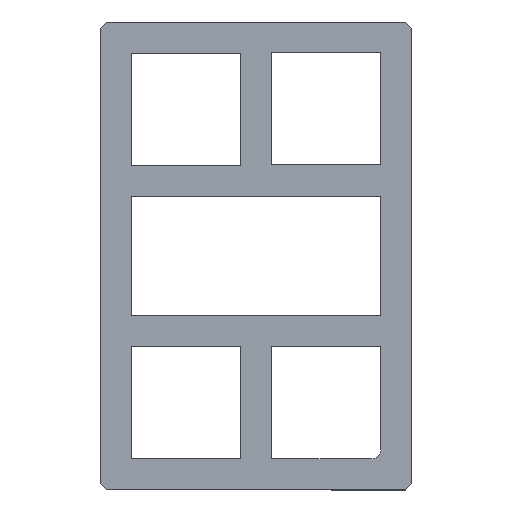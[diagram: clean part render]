
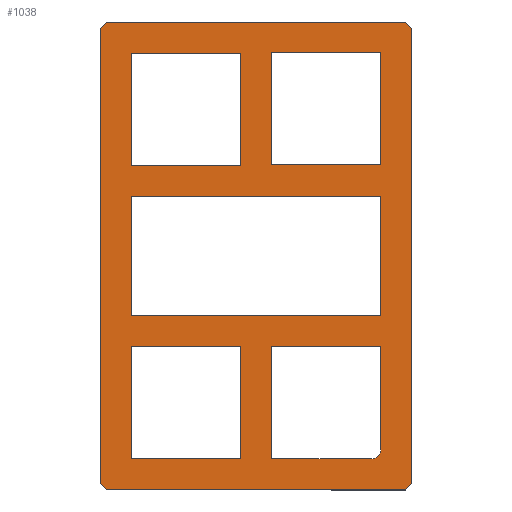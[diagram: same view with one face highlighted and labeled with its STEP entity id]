
A CAD part, top view. The second image highlights one B-rep face of the part: STEP entity #1038.
In plain terms, the highlighted planar face has unit normal (0, 0, 1).
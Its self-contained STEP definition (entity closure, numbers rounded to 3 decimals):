
#49=CARTESIAN_POINT('',(20.,-9.5,0.5));
#50=VERTEX_POINT('',#49);
#51=CARTESIAN_POINT('',(-20.,-9.5,0.5));
#52=VERTEX_POINT('',#51);
#53=CARTESIAN_POINT('',(20.,-9.5,0.5));
#54=DIRECTION('',(-1.0,0.0,0.0));
#55=VECTOR('',#54,40.);
#56=LINE('',#53,#55);
#57=EDGE_CURVE('',#50,#52,#56,.T.);
#89=CARTESIAN_POINT('',(-20.,9.5,0.5));
#90=VERTEX_POINT('',#89);
#91=CARTESIAN_POINT('',(-20.,-9.5,0.5));
#92=DIRECTION('',(0.0,1.0,0.0));
#93=VECTOR('',#92,19.);
#94=LINE('',#91,#93);
#95=EDGE_CURVE('',#52,#90,#94,.T.);
#120=CARTESIAN_POINT('',(20.,9.5,0.5));
#121=VERTEX_POINT('',#120);
#122=CARTESIAN_POINT('',(-20.,9.5,0.5));
#123=DIRECTION('',(1.0,0.0,0.0));
#124=VECTOR('',#123,40.);
#125=LINE('',#122,#124);
#126=EDGE_CURVE('',#90,#121,#125,.T.);
#151=CARTESIAN_POINT('',(20.,9.5,0.5));
#152=DIRECTION('',(0.0,-1.0,0.0));
#153=VECTOR('',#152,19.);
#154=LINE('',#151,#153);
#155=EDGE_CURVE('',#121,#50,#154,.T.);
#173=CARTESIAN_POINT('',(20.,-14.5,0.5));
#174=VERTEX_POINT('',#173);
#175=CARTESIAN_POINT('',(20.,-31.,0.5));
#176=VERTEX_POINT('',#175);
#177=CARTESIAN_POINT('',(20.,-14.5,0.5));
#178=DIRECTION('',(0.0,-1.0,0.0));
#179=VECTOR('',#178,16.5);
#180=LINE('',#177,#179);
#181=EDGE_CURVE('',#174,#176,#180,.T.);
#213=CARTESIAN_POINT('',(18.5,-32.5,0.5));
#214=VERTEX_POINT('',#213);
#215=CARTESIAN_POINT('',(18.5,-31.,0.5));
#216=DIRECTION('',(0.0,0.0,-1.0));
#217=DIRECTION('',(0.0,-1.0,0.0));
#218=AXIS2_PLACEMENT_3D('',#215,#216,#217);
#219=CIRCLE('',#218,1.5);
#220=EDGE_CURVE('',#176,#214,#219,.T.);
#246=CARTESIAN_POINT('',(2.5,-32.5,0.5));
#247=VERTEX_POINT('',#246);
#248=CARTESIAN_POINT('',(18.5,-32.5,0.5));
#249=DIRECTION('',(-1.0,0.0,0.0));
#250=VECTOR('',#249,16.);
#251=LINE('',#248,#250);
#252=EDGE_CURVE('',#214,#247,#251,.T.);
#277=CARTESIAN_POINT('',(2.5,-14.5,0.5));
#278=VERTEX_POINT('',#277);
#279=CARTESIAN_POINT('',(2.5,-32.5,0.5));
#280=DIRECTION('',(0.0,1.0,0.0));
#281=VECTOR('',#280,18.);
#282=LINE('',#279,#281);
#283=EDGE_CURVE('',#247,#278,#282,.T.);
#308=CARTESIAN_POINT('',(2.5,-14.5,0.5));
#309=DIRECTION('',(1.0,0.0,0.0));
#310=VECTOR('',#309,17.5);
#311=LINE('',#308,#310);
#312=EDGE_CURVE('',#278,#174,#311,.T.);
#330=CARTESIAN_POINT('',(20.,32.6,0.5));
#331=VERTEX_POINT('',#330);
#332=CARTESIAN_POINT('',(20.,14.6,0.5));
#333=VERTEX_POINT('',#332);
#334=CARTESIAN_POINT('',(20.,32.6,0.5));
#335=DIRECTION('',(0.0,-1.0,0.0));
#336=VECTOR('',#335,18.);
#337=LINE('',#334,#336);
#338=EDGE_CURVE('',#331,#333,#337,.T.);
#370=CARTESIAN_POINT('',(2.5,14.6,0.5));
#371=VERTEX_POINT('',#370);
#372=CARTESIAN_POINT('',(20.,14.6,0.5));
#373=DIRECTION('',(-1.0,0.0,0.0));
#374=VECTOR('',#373,17.5);
#375=LINE('',#372,#374);
#376=EDGE_CURVE('',#333,#371,#375,.T.);
#401=CARTESIAN_POINT('',(2.5,32.6,0.5));
#402=VERTEX_POINT('',#401);
#403=CARTESIAN_POINT('',(2.5,14.6,0.5));
#404=DIRECTION('',(0.0,1.0,0.0));
#405=VECTOR('',#404,18.0);
#406=LINE('',#403,#405);
#407=EDGE_CURVE('',#371,#402,#406,.T.);
#432=CARTESIAN_POINT('',(2.5,32.6,0.5));
#433=DIRECTION('',(1.0,0.0,0.0));
#434=VECTOR('',#433,17.5);
#435=LINE('',#432,#434);
#436=EDGE_CURVE('',#402,#331,#435,.T.);
#454=CARTESIAN_POINT('',(-2.5,-14.5,0.5));
#455=VERTEX_POINT('',#454);
#456=CARTESIAN_POINT('',(-2.5,-32.5,0.5));
#457=VERTEX_POINT('',#456);
#458=CARTESIAN_POINT('',(-2.5,-14.5,0.5));
#459=DIRECTION('',(0.0,-1.0,0.0));
#460=VECTOR('',#459,18.);
#461=LINE('',#458,#460);
#462=EDGE_CURVE('',#455,#457,#461,.T.);
#494=CARTESIAN_POINT('',(-20.,-32.5,0.5));
#495=VERTEX_POINT('',#494);
#496=CARTESIAN_POINT('',(-2.5,-32.5,0.5));
#497=DIRECTION('',(-1.0,0.0,0.0));
#498=VECTOR('',#497,17.5);
#499=LINE('',#496,#498);
#500=EDGE_CURVE('',#457,#495,#499,.T.);
#525=CARTESIAN_POINT('',(-20.,-14.5,0.5));
#526=VERTEX_POINT('',#525);
#527=CARTESIAN_POINT('',(-20.,-32.5,0.5));
#528=DIRECTION('',(0.0,1.0,0.0));
#529=VECTOR('',#528,18.);
#530=LINE('',#527,#529);
#531=EDGE_CURVE('',#495,#526,#530,.T.);
#556=CARTESIAN_POINT('',(-20.,-14.5,0.5));
#557=DIRECTION('',(1.0,0.0,0.0));
#558=VECTOR('',#557,17.5);
#559=LINE('',#556,#558);
#560=EDGE_CURVE('',#526,#455,#559,.T.);
#578=CARTESIAN_POINT('',(-2.5,32.5,0.5));
#579=VERTEX_POINT('',#578);
#580=CARTESIAN_POINT('',(-2.5,14.5,0.5));
#581=VERTEX_POINT('',#580);
#582=CARTESIAN_POINT('',(-2.5,32.5,0.5));
#583=DIRECTION('',(0.0,-1.0,0.0));
#584=VECTOR('',#583,18.);
#585=LINE('',#582,#584);
#586=EDGE_CURVE('',#579,#581,#585,.T.);
#618=CARTESIAN_POINT('',(-20.,14.5,0.5));
#619=VERTEX_POINT('',#618);
#620=CARTESIAN_POINT('',(-2.5,14.5,0.5));
#621=DIRECTION('',(-1.0,0.0,0.0));
#622=VECTOR('',#621,17.5);
#623=LINE('',#620,#622);
#624=EDGE_CURVE('',#581,#619,#623,.T.);
#649=CARTESIAN_POINT('',(-20.,32.5,0.5));
#650=VERTEX_POINT('',#649);
#651=CARTESIAN_POINT('',(-20.,14.5,0.5));
#652=DIRECTION('',(0.,1.0,0.0));
#653=VECTOR('',#652,18.);
#654=LINE('',#651,#653);
#655=EDGE_CURVE('',#619,#650,#654,.T.);
#680=CARTESIAN_POINT('',(-20.,32.5,0.5));
#681=DIRECTION('',(1.0,0.0,0.0));
#682=VECTOR('',#681,17.5);
#683=LINE('',#680,#682);
#684=EDGE_CURVE('',#650,#579,#683,.T.);
#805=CARTESIAN_POINT('',(24.,37.5,0.5));
#806=VERTEX_POINT('',#805);
#807=CARTESIAN_POINT('',(25.,36.5,0.5));
#808=VERTEX_POINT('',#807);
#809=CARTESIAN_POINT('',(24.,37.5,0.5));
#810=DIRECTION('',(0.707,-0.707,0.0));
#811=VECTOR('',#810,1.414);
#812=LINE('',#809,#811);
#813=EDGE_CURVE('',#806,#808,#812,.T.);
#836=CARTESIAN_POINT('',(25.,-36.5,0.5));
#837=VERTEX_POINT('',#836);
#838=CARTESIAN_POINT('',(25.,36.5,0.5));
#839=DIRECTION('',(0.0,-1.0,0.0));
#840=VECTOR('',#839,73.);
#841=LINE('',#838,#840);
#842=EDGE_CURVE('',#808,#837,#841,.T.);
#860=CARTESIAN_POINT('',(24.,-37.5,0.5));
#861=VERTEX_POINT('',#860);
#862=CARTESIAN_POINT('',(25.,-36.5,0.5));
#863=DIRECTION('',(-0.707,-0.707,0.0));
#864=VECTOR('',#863,1.414);
#865=LINE('',#862,#864);
#866=EDGE_CURVE('',#837,#861,#865,.T.);
#884=CARTESIAN_POINT('',(-24.,-37.5,0.5));
#885=VERTEX_POINT('',#884);
#886=CARTESIAN_POINT('',(24.,-37.5,0.5));
#887=DIRECTION('',(-1.0,0.0,0.0));
#888=VECTOR('',#887,48.);
#889=LINE('',#886,#888);
#890=EDGE_CURVE('',#861,#885,#889,.T.);
#908=CARTESIAN_POINT('',(-25.,-36.5,0.5));
#909=VERTEX_POINT('',#908);
#910=CARTESIAN_POINT('',(-24.,-37.5,0.5));
#911=DIRECTION('',(-0.707,0.707,0.0));
#912=VECTOR('',#911,1.414);
#913=LINE('',#910,#912);
#914=EDGE_CURVE('',#885,#909,#913,.T.);
#932=CARTESIAN_POINT('',(-25.,36.5,0.5));
#933=VERTEX_POINT('',#932);
#934=CARTESIAN_POINT('',(-25.,-36.5,0.5));
#935=DIRECTION('',(0.0,1.0,0.0));
#936=VECTOR('',#935,73.);
#937=LINE('',#934,#936);
#938=EDGE_CURVE('',#909,#933,#937,.T.);
#956=CARTESIAN_POINT('',(-24.,37.5,0.5));
#957=VERTEX_POINT('',#956);
#958=CARTESIAN_POINT('',(-25.,36.5,0.5));
#959=DIRECTION('',(0.707,0.707,0.0));
#960=VECTOR('',#959,1.414);
#961=LINE('',#958,#960);
#962=EDGE_CURVE('',#933,#957,#961,.T.);
#980=CARTESIAN_POINT('',(-24.,37.5,0.5));
#981=DIRECTION('',(1.0,0.0,0.0));
#982=VECTOR('',#981,48.);
#983=LINE('',#980,#982);
#984=EDGE_CURVE('',#957,#806,#983,.T.);
#992=CARTESIAN_POINT('',(0.,0.,0.5));
#993=DIRECTION('',(0.0,0.0,1.0));
#994=DIRECTION('',(1.0,0.0,0.0));
#995=AXIS2_PLACEMENT_3D('',#992,#993,#994);
#996=PLANE('',#995);
#997=ORIENTED_EDGE('',*,*,#813,.F.);
#998=ORIENTED_EDGE('',*,*,#984,.F.);
#999=ORIENTED_EDGE('',*,*,#962,.F.);
#1000=ORIENTED_EDGE('',*,*,#938,.F.);
#1001=ORIENTED_EDGE('',*,*,#914,.F.);
#1002=ORIENTED_EDGE('',*,*,#890,.F.);
#1003=ORIENTED_EDGE('',*,*,#866,.F.);
#1004=ORIENTED_EDGE('',*,*,#842,.F.);
#1005=EDGE_LOOP('',(#997,#998,#999,#1000,#1001,#1002,#1003,#1004));
#1006=FACE_OUTER_BOUND('',#1005,.T.);
#1007=ORIENTED_EDGE('',*,*,#57,.T.);
#1008=ORIENTED_EDGE('',*,*,#95,.T.);
#1009=ORIENTED_EDGE('',*,*,#126,.T.);
#1010=ORIENTED_EDGE('',*,*,#155,.T.);
#1011=EDGE_LOOP('',(#1007,#1008,#1009,#1010));
#1012=FACE_BOUND('',#1011,.T.);
#1013=ORIENTED_EDGE('',*,*,#181,.T.);
#1014=ORIENTED_EDGE('',*,*,#220,.T.);
#1015=ORIENTED_EDGE('',*,*,#252,.T.);
#1016=ORIENTED_EDGE('',*,*,#283,.T.);
#1017=ORIENTED_EDGE('',*,*,#312,.T.);
#1018=EDGE_LOOP('',(#1013,#1014,#1015,#1016,#1017));
#1019=FACE_BOUND('',#1018,.T.);
#1020=ORIENTED_EDGE('',*,*,#338,.T.);
#1021=ORIENTED_EDGE('',*,*,#376,.T.);
#1022=ORIENTED_EDGE('',*,*,#407,.T.);
#1023=ORIENTED_EDGE('',*,*,#436,.T.);
#1024=EDGE_LOOP('',(#1020,#1021,#1022,#1023));
#1025=FACE_BOUND('',#1024,.T.);
#1026=ORIENTED_EDGE('',*,*,#462,.T.);
#1027=ORIENTED_EDGE('',*,*,#500,.T.);
#1028=ORIENTED_EDGE('',*,*,#531,.T.);
#1029=ORIENTED_EDGE('',*,*,#560,.T.);
#1030=EDGE_LOOP('',(#1026,#1027,#1028,#1029));
#1031=FACE_BOUND('',#1030,.T.);
#1032=ORIENTED_EDGE('',*,*,#586,.T.);
#1033=ORIENTED_EDGE('',*,*,#624,.T.);
#1034=ORIENTED_EDGE('',*,*,#655,.T.);
#1035=ORIENTED_EDGE('',*,*,#684,.T.);
#1036=EDGE_LOOP('',(#1032,#1033,#1034,#1035));
#1037=FACE_BOUND('',#1036,.T.);
#1038=ADVANCED_FACE('',(#1006,#1012,#1019,#1025,#1031,#1037),#996,.T.);
